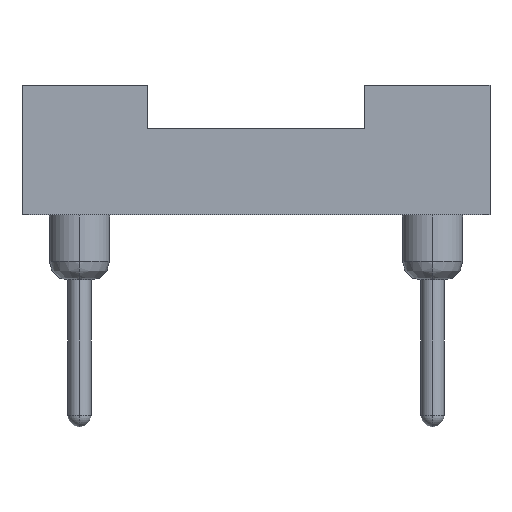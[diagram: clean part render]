
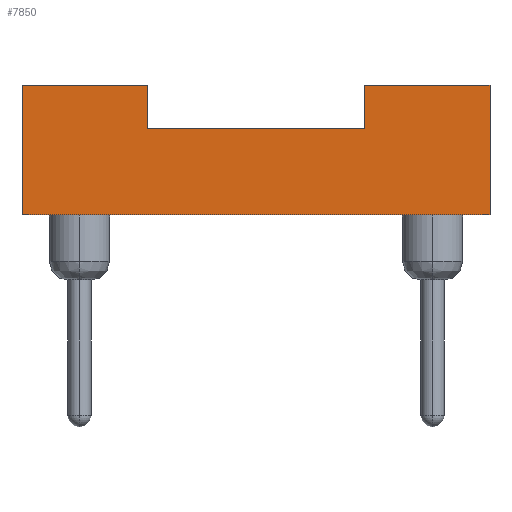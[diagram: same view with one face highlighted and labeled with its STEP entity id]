
A CAD part, front view. The second image highlights one B-rep face of the part: STEP entity #7850.
In plain terms, the highlighted planar face has unit normal (0, -1, 0).
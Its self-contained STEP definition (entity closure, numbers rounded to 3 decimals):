
#7356=CARTESIAN_POINT('',(2.35,-8.89,3.27));
#7357=VERTEX_POINT('',#7356);
#7388=CARTESIAN_POINT('',(-2.35,-8.89,3.27));
#7389=VERTEX_POINT('',#7388);
#7396=CARTESIAN_POINT('',(-2.35,-8.89,3.27));
#7397=DIRECTION('',(1.0,0.0,0.0));
#7398=VECTOR('',#7397,4.7);
#7399=LINE('',#7396,#7398);
#7400=EDGE_CURVE('',#7389,#7357,#7399,.T.);
#7428=CARTESIAN_POINT('',(5.05,-8.89,1.4));
#7429=VERTEX_POINT('',#7428);
#7436=CARTESIAN_POINT('',(-5.05,-8.89,1.4));
#7437=VERTEX_POINT('',#7436);
#7438=CARTESIAN_POINT('',(5.05,-8.89,1.4));
#7439=DIRECTION('',(-1.0,0.0,0.0));
#7440=VECTOR('',#7439,10.1);
#7441=LINE('',#7438,#7440);
#7442=EDGE_CURVE('',#7429,#7437,#7441,.T.);
#7572=CARTESIAN_POINT('',(5.05,-8.89,4.2));
#7573=VERTEX_POINT('',#7572);
#7580=CARTESIAN_POINT('',(5.05,-8.89,1.4));
#7581=DIRECTION('',(0.0,0.0,1.0));
#7582=VECTOR('',#7581,2.8);
#7583=LINE('',#7580,#7582);
#7584=EDGE_CURVE('',#7429,#7573,#7583,.T.);
#7604=CARTESIAN_POINT('',(-5.05,-8.89,4.2));
#7605=VERTEX_POINT('',#7604);
#7606=CARTESIAN_POINT('',(-5.05,-8.89,1.4));
#7607=DIRECTION('',(0.0,0.0,1.0));
#7608=VECTOR('',#7607,2.8);
#7609=LINE('',#7606,#7608);
#7610=EDGE_CURVE('',#7437,#7605,#7609,.T.);
#7635=CARTESIAN_POINT('',(-2.35,-8.89,4.2));
#7636=VERTEX_POINT('',#7635);
#7637=CARTESIAN_POINT('',(-2.35,-8.89,4.2));
#7638=DIRECTION('',(-1.0,0.0,0.0));
#7639=VECTOR('',#7638,2.7);
#7640=LINE('',#7637,#7639);
#7641=EDGE_CURVE('',#7636,#7605,#7640,.T.);
#7674=CARTESIAN_POINT('',(-2.35,-8.89,3.27));
#7675=DIRECTION('',(0.0,0.0,1.0));
#7676=VECTOR('',#7675,0.93);
#7677=LINE('',#7674,#7676);
#7678=EDGE_CURVE('',#7389,#7636,#7677,.T.);
#7702=CARTESIAN_POINT('',(2.35,-8.89,4.2));
#7703=VERTEX_POINT('',#7702);
#7704=CARTESIAN_POINT('',(2.35,-8.89,3.27));
#7705=DIRECTION('',(0.0,0.0,1.0));
#7706=VECTOR('',#7705,0.93);
#7707=LINE('',#7704,#7706);
#7708=EDGE_CURVE('',#7357,#7703,#7707,.T.);
#7731=CARTESIAN_POINT('',(5.05,-8.89,4.2));
#7732=DIRECTION('',(-1.0,0.0,0.0));
#7733=VECTOR('',#7732,2.7);
#7734=LINE('',#7731,#7733);
#7735=EDGE_CURVE('',#7573,#7703,#7734,.T.);
#7835=CARTESIAN_POINT('',(5.05,-8.89,1.4));
#7836=DIRECTION('',(0.0,-1.0,0.0));
#7837=DIRECTION('',(0.0,0.0,-1.0));
#7838=AXIS2_PLACEMENT_3D('',#7835,#7836,#7837);
#7839=PLANE('',#7838);
#7840=ORIENTED_EDGE('',*,*,#7735,.T.);
#7841=ORIENTED_EDGE('',*,*,#7708,.F.);
#7842=ORIENTED_EDGE('',*,*,#7400,.F.);
#7843=ORIENTED_EDGE('',*,*,#7678,.T.);
#7844=ORIENTED_EDGE('',*,*,#7641,.T.);
#7845=ORIENTED_EDGE('',*,*,#7610,.F.);
#7846=ORIENTED_EDGE('',*,*,#7442,.F.);
#7847=ORIENTED_EDGE('',*,*,#7584,.T.);
#7848=EDGE_LOOP('',(#7840,#7841,#7842,#7843,#7844,#7845,#7846,#7847));
#7849=FACE_OUTER_BOUND('',#7848,.T.);
#7850=ADVANCED_FACE('',(#7849),#7839,.T.);
